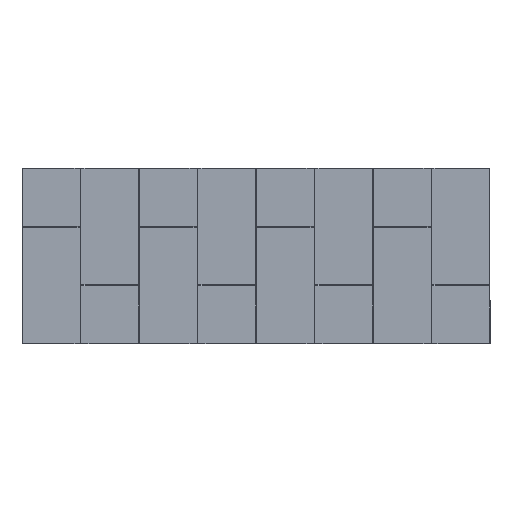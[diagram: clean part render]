
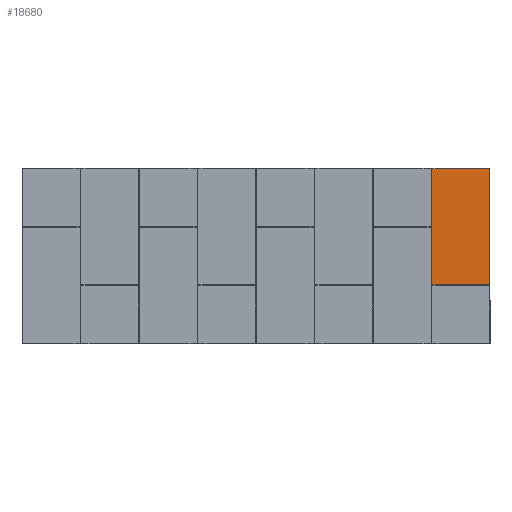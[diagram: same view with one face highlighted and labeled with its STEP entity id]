
A CAD part, top view. The second image highlights one B-rep face of the part: STEP entity #18680.
In plain terms, the highlighted planar face has unit normal (0, 0, 1).
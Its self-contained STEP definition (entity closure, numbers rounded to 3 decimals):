
#1186 = EDGE_CURVE ( 'NONE', #14122, #17286, #25046, .T. ) ;
#1269 = CARTESIAN_POINT ( 'NONE',  ( 916.576, -607.305, 4.762 ) ) ;
#2103 = VECTOR ( 'NONE', #6233, 1000. ) ;
#2389 = ORIENTED_EDGE ( 'NONE', *, *, #2564, .F. ) ;
#2564 = EDGE_CURVE ( 'NONE', #21276, #3636, #5159, .T. ) ;
#2837 = VERTEX_POINT ( 'NONE', #8375 ) ;
#2979 = LINE ( 'NONE', #17778, #16034 ) ;
#3636 = VERTEX_POINT ( 'NONE', #22016 ) ;
#4054 = CARTESIAN_POINT ( 'NONE',  ( 916.555, -2.367, 4.762 ) ) ;
#4586 = ORIENTED_EDGE ( 'NONE', *, *, #12150, .F. ) ;
#5004 = CARTESIAN_POINT ( 'NONE',  ( 916.695, -607.424, 4.762 ) ) ;
#5159 = B_SPLINE_CURVE_WITH_KNOTS ( 'NONE', 3,
 ( #8347, #21069, #4054, #14433, #24952, #20800, #18726, #6137, #14568, #25363 ),
 .UNSPECIFIED., .F., .F.,
 ( 4, 2, 2, 2, 4 ),
 ( 0., 0.128, 0.333, 0.662, 1. ),
 .UNSPECIFIED. ) ;
#5497 = EDGE_CURVE ( 'NONE', #24196, #17286, #10068, .T. ) ;
#6137 = CARTESIAN_POINT ( 'NONE',  ( 916.713, -2.165, 4.762 ) ) ;
#6233 = DIRECTION ( 'NONE',  ( 0., -1., 0. ) ) ;
#7480 = PLANE ( 'NONE',  #9104 ) ;
#7494 = CARTESIAN_POINT ( 'NONE',  ( 916.601, -607.346, 4.762 ) ) ;
#7753 = CARTESIAN_POINT ( 'NONE',  ( 0., 0., 4.762 ) ) ;
#8280 = ORIENTED_EDGE ( 'NONE', *, *, #5497, .T. ) ;
#8347 = CARTESIAN_POINT ( 'NONE',  ( 916.554, -2.4, 4.762 ) ) ;
#8375 = CARTESIAN_POINT ( 'NONE',  ( 916.554, -607.2, 4.762 ) ) ;
#9104 = AXIS2_PLACEMENT_3D ( 'NONE', #7753, #20347, #18133 ) ;
#9165 = CARTESIAN_POINT ( 'NONE',  ( 916.593, -607.335, 4.762 ) ) ;
#9464 = CARTESIAN_POINT ( 'NONE',  ( 1218.235, 0., 4.763 ) ) ;
#9753 = ORIENTED_EDGE ( 'NONE', *, *, #15040, .T. ) ;
#10068 = LINE ( 'NONE', #24719, #19329 ) ;
#10321 = VECTOR ( 'NONE', #14402, 1000. ) ;
#10531 = ORIENTED_EDGE ( 'NONE', *, *, #14599, .T. ) ;
#11375 = CARTESIAN_POINT ( 'NONE',  ( 916.554, -607.222, 4.762 ) ) ;
#11513 = CARTESIAN_POINT ( 'NONE',  ( 916.632, -607.38, 4.762 ) ) ;
#11652 = CARTESIAN_POINT ( 'NONE',  ( 916.715, -607.432, 4.762 ) ) ;
#12150 = EDGE_CURVE ( 'NONE', #24196, #2837, #27225, .T. ) ;
#12194 = LINE ( 'NONE', #12465, #10321 ) ;
#12465 = CARTESIAN_POINT ( 'NONE',  ( 916.554, 0., 4.762 ) ) ;
#13443 = CARTESIAN_POINT ( 'NONE',  ( 916.62, -607.368, 4.762 ) ) ;
#13588 = CARTESIAN_POINT ( 'NONE',  ( 916.665, -607.407, 4.762 ) ) ;
#14122 = VERTEX_POINT ( 'NONE', #21273 ) ;
#14203 = DIRECTION ( 'NONE',  ( 1., 0., 0. ) ) ;
#14402 = DIRECTION ( 'NONE',  ( 0., -1., 0. ) ) ;
#14433 = CARTESIAN_POINT ( 'NONE',  ( 916.564, -2.325, 4.762 ) ) ;
#14568 = CARTESIAN_POINT ( 'NONE',  ( 916.757, -2.154, 4.762 ) ) ;
#14599 = EDGE_CURVE ( 'NONE', #14122, #3636, #2979, .T. ) ;
#15040 = EDGE_CURVE ( 'NONE', #21276, #2837, #12194, .T. ) ;
#15661 = CARTESIAN_POINT ( 'NONE',  ( 916.756, -607.444, 4.762 ) ) ;
#15695 = DIRECTION ( 'NONE',  ( -1., 0., 0. ) ) ;
#16034 = VECTOR ( 'NONE', #15695, 1000. ) ;
#17286 = VERTEX_POINT ( 'NONE', #18027 ) ;
#17742 = CARTESIAN_POINT ( 'NONE',  ( 916.8, -607.446, 4.762 ) ) ;
#17778 = CARTESIAN_POINT ( 'NONE',  ( 0., -2.154, 4.762 ) ) ;
#18027 = CARTESIAN_POINT ( 'NONE',  ( 1218.235, -607.446, 4.763 ) ) ;
#18133 = DIRECTION ( 'NONE',  ( 1., 0., 0. ) ) ;
#18263 = FACE_OUTER_BOUND ( 'NONE', #22063, .T. ) ;
#18680 = ADVANCED_FACE ( 'NONE', ( #18263 ), #7480, .T. ) ;
#18726 = CARTESIAN_POINT ( 'NONE',  ( 916.639, -2.209, 4.762 ) ) ;
#19329 = VECTOR ( 'NONE', #14203, 1000. ) ;
#20082 = CARTESIAN_POINT ( 'NONE',  ( 916.614, -607.362, 4.762 ) ) ;
#20222 = CARTESIAN_POINT ( 'NONE',  ( 916.778, -607.446, 4.762 ) ) ;
#20347 = DIRECTION ( 'NONE',  ( 0., 0., 1. ) ) ;
#20657 = ORIENTED_EDGE ( 'NONE', *, *, #1186, .F. ) ;
#20800 = CARTESIAN_POINT ( 'NONE',  ( 916.608, -2.24, 4.762 ) ) ;
#21069 = CARTESIAN_POINT ( 'NONE',  ( 916.554, -2.384, 4.762 ) ) ;
#21273 = CARTESIAN_POINT ( 'NONE',  ( 1218.235, -2.154, 4.763 ) ) ;
#21276 = VERTEX_POINT ( 'NONE', #26657 ) ;
#21877 = CARTESIAN_POINT ( 'NONE',  ( 916.568, -607.285, 4.762 ) ) ;
#22016 = CARTESIAN_POINT ( 'NONE',  ( 916.8, -2.154, 4.762 ) ) ;
#22063 = EDGE_LOOP ( 'NONE', ( #2389, #9753, #4586, #8280, #20657, #10531 ) ) ;
#22295 = CARTESIAN_POINT ( 'NONE',  ( 916.554, -607.2, 4.762 ) ) ;
#24099 = CARTESIAN_POINT ( 'NONE',  ( 916.556, -607.244, 4.762 ) ) ;
#24196 = VERTEX_POINT ( 'NONE', #26437 ) ;
#24719 = CARTESIAN_POINT ( 'NONE',  ( 0., -607.446, 4.762 ) ) ;
#24952 = CARTESIAN_POINT ( 'NONE',  ( 916.573, -2.3, 4.762 ) ) ;
#25046 = LINE ( 'NONE', #9464, #2103 ) ;
#25363 = CARTESIAN_POINT ( 'NONE',  ( 916.8, -2.154, 4.762 ) ) ;
#26177 = CARTESIAN_POINT ( 'NONE',  ( 916.638, -607.386, 4.762 ) ) ;
#26437 = CARTESIAN_POINT ( 'NONE',  ( 916.8, -607.446, 4.762 ) ) ;
#26450 = CARTESIAN_POINT ( 'NONE',  ( 916.654, -607.399, 4.762 ) ) ;
#26657 = CARTESIAN_POINT ( 'NONE',  ( 916.554, -2.4, 4.762 ) ) ;
#27225 = B_SPLINE_CURVE_WITH_KNOTS ( 'NONE', 3,
 ( #17742, #20222, #15661, #11652, #5004, #13588, #26450, #26177, #11513, #13443, #20082, #7494, #9165, #1269, #21877, #24099, #11375, #22295 ),
 .UNSPECIFIED., .F., .F.,
 ( 4, 2, 2, 2, 2, 2, 2, 2, 4 ),
 ( 0., 0.169, 0.333, 0.436, 0.5, 0.564, 0.667, 0.831, 1. ),
 .UNSPECIFIED. ) ;
